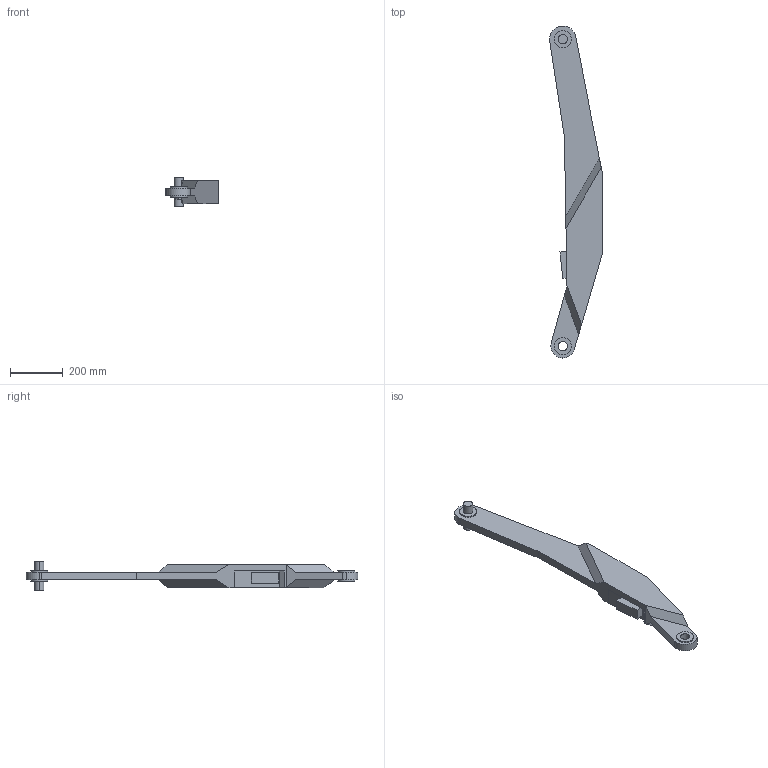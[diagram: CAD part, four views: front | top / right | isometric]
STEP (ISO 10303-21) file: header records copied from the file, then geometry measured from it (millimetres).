
FILE_DESCRIPTION (( 'STEP AP203' ), '1' );
FILE_NAME ('SMART-5 NJ-110-3.0_p06.STEP_Default_sldprt.STEP', '2024-04-24T11:32:14', ( '' ), ( '' ), 'SwSTEP 2.0', 'SolidWorks 2023', '' );
FILE_SCHEMA (( 'CONFIG_CONTROL_DESIGN' ));
Length unit declared in the file: millimetre
Products named in the file (1): SMART-5 NJ-110-3.0_p06.STEP_Default_sldprt
Bounding box: 200 x 1254.92 x 110 mm (x, y, z)
Volume: 7579266.7 mm3; surface area: 451254.6 mm2
Topology: 1 solids, 1 shells, 48 faces, 116 edges, 77 vertices
Faces by surface type: plane 30, cylinder 18
Entity records: 1489 total; most frequent: DIRECTION 250, CARTESIAN_POINT 242, ORIENTED_EDGE 232, EDGE_CURVE 116, AXIS2_PLACEMENT_3D 85, VECTOR 80, LINE 80, VERTEX_POINT 77
